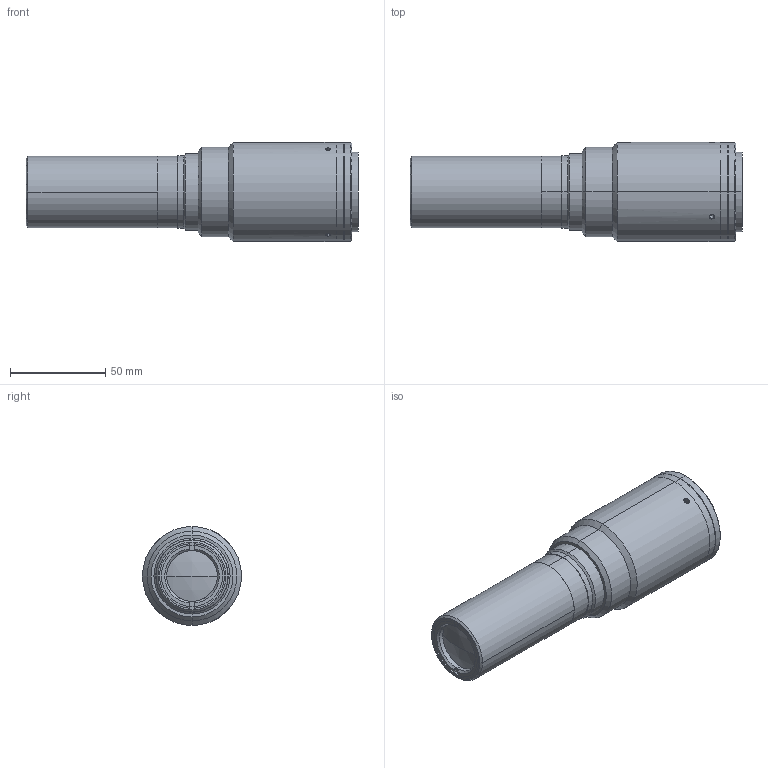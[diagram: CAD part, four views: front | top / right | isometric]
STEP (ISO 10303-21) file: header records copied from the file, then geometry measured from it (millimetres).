
FILE_DESCRIPTION (( 'STEP AP203' ), '1' );
FILE_NAME ('DP71422_TC4MHR016-E.step', '2021-10-04T15:47:42', ( '' ), ( '' ), 'SwSTEP 2.0', 'SolidWorks 2021', '' );
FILE_SCHEMA (( 'CONFIG_CONTROL_DESIGN' ));
Length unit declared in the file: millimetre
Products named in the file (1): DP71422_TC4MHR016-E
Bounding box: 174.32 x 52 x 52 mm (x, y, z)
Surface area: 43562.8 mm2 (no closed solid volume)
Topology: 0 solids, 14 shells, 91 faces, 246 edges, 169 vertices
Faces by surface type: plane 41, cylinder 28, cone 20, sphere 2
Entity records: 3156 total; most frequent: CARTESIAN_POINT 747, DIRECTION 526, ORIENTED_EDGE 398, EDGE_CURVE 246, AXIS2_PLACEMENT_3D 204, VERTEX_POINT 169, LINE 118, VECTOR 118
